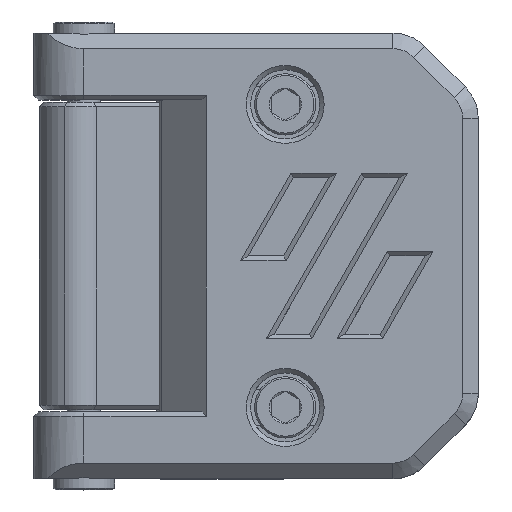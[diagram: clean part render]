
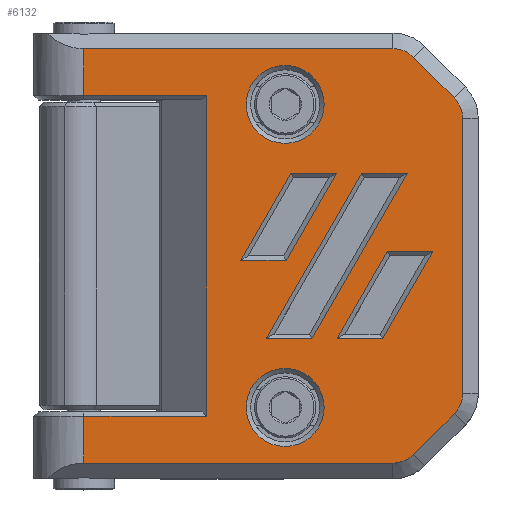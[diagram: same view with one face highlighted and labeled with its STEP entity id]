
A CAD part, top view. The second image highlights one B-rep face of the part: STEP entity #6132.
In plain terms, the highlighted planar face has unit normal (0, 0, 1).
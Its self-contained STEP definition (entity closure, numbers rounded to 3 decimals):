
#218=FACE_BOUND('',#951,.T.);
#219=FACE_BOUND('',#952,.T.);
#220=FACE_BOUND('',#953,.T.);
#221=FACE_BOUND('',#954,.T.);
#222=FACE_BOUND('',#955,.T.);
#250=CIRCLE('',#6569,2.6);
#252=CIRCLE('',#6573,2.6);
#254=CIRCLE('',#6577,2.6);
#256=CIRCLE('',#6581,2.6);
#286=CIRCLE('',#6653,3.5);
#287=CIRCLE('',#6655,3.5);
#563=FACE_OUTER_BOUND('',#950,.T.);
#950=EDGE_LOOP('',(#4451,#4452,#4453,#4454,#4455,#4456,#4457,#4458,#4459,
#4460,#4461,#4462,#4463,#4464));
#951=EDGE_LOOP('',(#4465,#4466,#4467,#4468));
#952=EDGE_LOOP('',(#4469));
#953=EDGE_LOOP('',(#4470));
#954=EDGE_LOOP('',(#4471,#4472,#4473,#4474));
#955=EDGE_LOOP('',(#4475,#4476,#4477,#4478));
#1264=LINE('',#8988,#1904);
#1267=LINE('',#9001,#1907);
#1271=LINE('',#9017,#1911);
#1276=LINE('',#9038,#1916);
#1280=LINE('',#9047,#1920);
#1285=LINE('',#9055,#1925);
#1286=LINE('',#9057,#1926);
#1293=LINE('',#9072,#1933);
#1297=LINE('',#9081,#1937);
#1302=LINE('',#9089,#1942);
#1303=LINE('',#9091,#1943);
#1310=LINE('',#9106,#1950);
#1314=LINE('',#9114,#1954);
#1318=LINE('',#9122,#1958);
#1320=LINE('',#9125,#1960);
#1337=LINE('',#9166,#1977);
#1341=LINE('',#9178,#1981);
#1345=LINE('',#9190,#1985);
#1439=LINE('',#9442,#2079);
#1444=LINE('',#9451,#2084);
#1454=LINE('',#9478,#2094);
#1455=LINE('',#9479,#2095);
#1904=VECTOR('',#7137,10.);
#1907=VECTOR('',#7148,10.);
#1911=VECTOR('',#7164,10.);
#1916=VECTOR('',#7187,10.);
#1920=VECTOR('',#7193,10.);
#1925=VECTOR('',#7200,10.);
#1926=VECTOR('',#7203,10.);
#1933=VECTOR('',#7216,10.);
#1937=VECTOR('',#7222,10.);
#1942=VECTOR('',#7229,10.);
#1943=VECTOR('',#7232,10.);
#1950=VECTOR('',#7245,10.);
#1954=VECTOR('',#7251,10.);
#1958=VECTOR('',#7257,10.);
#1960=VECTOR('',#7261,10.);
#1977=VECTOR('',#7308,10.);
#1981=VECTOR('',#7320,10.);
#1985=VECTOR('',#7332,10.);
#2079=VECTOR('',#7582,10.);
#2084=VECTOR('',#7593,10.);
#2094=VECTOR('',#7625,10.);
#2095=VECTOR('',#7626,10.);
#2570=VERTEX_POINT('',#8985);
#2571=VERTEX_POINT('',#8987);
#2576=VERTEX_POINT('',#8998);
#2577=VERTEX_POINT('',#9000);
#2583=VERTEX_POINT('',#9016);
#2589=VERTEX_POINT('',#9036);
#2590=VERTEX_POINT('',#9037);
#2593=VERTEX_POINT('',#9045);
#2594=VERTEX_POINT('',#9046);
#2600=VERTEX_POINT('',#9070);
#2601=VERTEX_POINT('',#9071);
#2604=VERTEX_POINT('',#9079);
#2605=VERTEX_POINT('',#9080);
#2611=VERTEX_POINT('',#9104);
#2612=VERTEX_POINT('',#9105);
#2615=VERTEX_POINT('',#9113);
#2618=VERTEX_POINT('',#9121);
#2625=VERTEX_POINT('',#9159);
#2627=VERTEX_POINT('',#9165);
#2629=VERTEX_POINT('',#9171);
#2631=VERTEX_POINT('',#9177);
#2633=VERTEX_POINT('',#9183);
#2635=VERTEX_POINT('',#9189);
#2711=VERTEX_POINT('',#9427);
#2712=VERTEX_POINT('',#9431);
#2714=VERTEX_POINT('',#9439);
#2715=VERTEX_POINT('',#9441);
#2722=VERTEX_POINT('',#9477);
#3107=EDGE_CURVE('',#2571,#2570,#1264,.T.);
#3113=EDGE_CURVE('',#2576,#2577,#1267,.T.);
#3121=EDGE_CURVE('',#2583,#2571,#1271,.T.);
#3131=EDGE_CURVE('',#2589,#2590,#1276,.T.);
#3135=EDGE_CURVE('',#2593,#2594,#1280,.T.);
#3140=EDGE_CURVE('',#2594,#2589,#1285,.T.);
#3141=EDGE_CURVE('',#2590,#2593,#1286,.T.);
#3148=EDGE_CURVE('',#2600,#2601,#1293,.T.);
#3152=EDGE_CURVE('',#2604,#2605,#1297,.T.);
#3157=EDGE_CURVE('',#2605,#2600,#1302,.T.);
#3158=EDGE_CURVE('',#2601,#2604,#1303,.T.);
#3165=EDGE_CURVE('',#2611,#2612,#1310,.T.);
#3169=EDGE_CURVE('',#2612,#2615,#1314,.T.);
#3173=EDGE_CURVE('',#2615,#2618,#1318,.T.);
#3175=EDGE_CURVE('',#2618,#2611,#1320,.T.);
#3191=EDGE_CURVE('',#2577,#2625,#250,.T.);
#3194=EDGE_CURVE('',#2625,#2627,#1337,.T.);
#3197=EDGE_CURVE('',#2627,#2629,#252,.T.);
#3200=EDGE_CURVE('',#2629,#2631,#1341,.T.);
#3203=EDGE_CURVE('',#2631,#2633,#254,.T.);
#3206=EDGE_CURVE('',#2633,#2635,#1345,.T.);
#3209=EDGE_CURVE('',#2635,#2570,#256,.T.);
#3325=EDGE_CURVE('',#2711,#2711,#286,.T.);
#3327=EDGE_CURVE('',#2712,#2712,#287,.T.);
#3332=EDGE_CURVE('',#2714,#2715,#1439,.T.);
#3337=EDGE_CURVE('',#2583,#2714,#1444,.T.);
#3351=EDGE_CURVE('',#2576,#2722,#1454,.T.);
#3352=EDGE_CURVE('',#2715,#2722,#1455,.T.);
#4451=ORIENTED_EDGE('',*,*,#3113,.F.);
#4452=ORIENTED_EDGE('',*,*,#3351,.T.);
#4453=ORIENTED_EDGE('',*,*,#3352,.F.);
#4454=ORIENTED_EDGE('',*,*,#3332,.F.);
#4455=ORIENTED_EDGE('',*,*,#3337,.F.);
#4456=ORIENTED_EDGE('',*,*,#3121,.T.);
#4457=ORIENTED_EDGE('',*,*,#3107,.T.);
#4458=ORIENTED_EDGE('',*,*,#3209,.F.);
#4459=ORIENTED_EDGE('',*,*,#3206,.F.);
#4460=ORIENTED_EDGE('',*,*,#3203,.F.);
#4461=ORIENTED_EDGE('',*,*,#3200,.F.);
#4462=ORIENTED_EDGE('',*,*,#3197,.F.);
#4463=ORIENTED_EDGE('',*,*,#3194,.F.);
#4464=ORIENTED_EDGE('',*,*,#3191,.F.);
#4465=ORIENTED_EDGE('',*,*,#3152,.F.);
#4466=ORIENTED_EDGE('',*,*,#3158,.F.);
#4467=ORIENTED_EDGE('',*,*,#3148,.F.);
#4468=ORIENTED_EDGE('',*,*,#3157,.F.);
#4469=ORIENTED_EDGE('',*,*,#3325,.F.);
#4470=ORIENTED_EDGE('',*,*,#3327,.F.);
#4471=ORIENTED_EDGE('',*,*,#3165,.F.);
#4472=ORIENTED_EDGE('',*,*,#3175,.F.);
#4473=ORIENTED_EDGE('',*,*,#3173,.F.);
#4474=ORIENTED_EDGE('',*,*,#3169,.F.);
#4475=ORIENTED_EDGE('',*,*,#3135,.F.);
#4476=ORIENTED_EDGE('',*,*,#3141,.F.);
#4477=ORIENTED_EDGE('',*,*,#3131,.F.);
#4478=ORIENTED_EDGE('',*,*,#3140,.F.);
#5856=PLANE('',#6671);
#6132=ADVANCED_FACE('',(#563,#218,#219,#220,#221,#222),#5856,.T.);
#6569=AXIS2_PLACEMENT_3D('',#9160,#7301,#7302);
#6573=AXIS2_PLACEMENT_3D('',#9172,#7313,#7314);
#6577=AXIS2_PLACEMENT_3D('',#9184,#7325,#7326);
#6581=AXIS2_PLACEMENT_3D('',#9195,#7337,#7338);
#6653=AXIS2_PLACEMENT_3D('',#9428,#7567,#7568);
#6655=AXIS2_PLACEMENT_3D('',#9432,#7572,#7573);
#6671=AXIS2_PLACEMENT_3D('',#9476,#7623,#7624);
#7137=DIRECTION('',(1.,0.,0.));
#7148=DIRECTION('',(1.,0.,0.));
#7164=DIRECTION('',(0.,-1.,0.));
#7187=DIRECTION('',(1.,0.,0.));
#7193=DIRECTION('',(-1.,0.,0.));
#7200=DIRECTION('',(-0.5,-0.866,0.));
#7203=DIRECTION('',(0.5,0.866,0.));
#7216=DIRECTION('',(0.5,0.866,0.));
#7222=DIRECTION('',(-0.5,-0.866,0.));
#7229=DIRECTION('',(1.,0.,0.));
#7232=DIRECTION('',(-1.,0.,0.));
#7245=DIRECTION('',(-1.,0.,0.));
#7251=DIRECTION('',(-0.5,-0.866,0.));
#7257=DIRECTION('',(1.,0.,0.));
#7261=DIRECTION('',(0.5,0.866,0.));
#7301=DIRECTION('center_axis',(0.,0.,-1.));
#7302=DIRECTION('ref_axis',(0.707,0.707,0.));
#7308=DIRECTION('',(0.707,-0.707,0.));
#7313=DIRECTION('center_axis',(0.,0.,-1.));
#7314=DIRECTION('ref_axis',(1.,0.,0.));
#7320=DIRECTION('',(0.,-1.,0.));
#7325=DIRECTION('center_axis',(0.,0.,-1.));
#7326=DIRECTION('ref_axis',(0.707,-0.707,0.));
#7332=DIRECTION('',(-0.707,-0.707,0.));
#7337=DIRECTION('center_axis',(0.,0.,-1.));
#7338=DIRECTION('ref_axis',(0.,-1.,0.));
#7567=DIRECTION('center_axis',(0.,0.,1.));
#7568=DIRECTION('ref_axis',(-1.,0.,0.));
#7572=DIRECTION('center_axis',(0.,0.,1.));
#7573=DIRECTION('ref_axis',(-1.,0.,0.));
#7582=DIRECTION('',(0.,1.,0.));
#7593=DIRECTION('',(1.,0.,0.));
#7623=DIRECTION('center_axis',(0.,0.,1.));
#7624=DIRECTION('ref_axis',(1.,0.,0.));
#7625=DIRECTION('',(0.,-1.,0.));
#7626=DIRECTION('',(-1.,0.,0.));
#8985=CARTESIAN_POINT('',(16.243,-38.6,5.));
#8987=CARTESIAN_POINT('',(-11.5,-38.6,5.));
#8988=CARTESIAN_POINT('',(-7.576,-38.6,5.));
#8998=CARTESIAN_POINT('',(-11.5,-1.4,5.));
#9000=CARTESIAN_POINT('',(16.243,-1.4,5.));
#9001=CARTESIAN_POINT('',(-7.576,-1.4,5.));
#9016=CARTESIAN_POINT('',(-11.5,-34.402,5.));
#9017=CARTESIAN_POINT('',(-11.5,0.,5.));
#9036=CARTESIAN_POINT('',(11.223,-27.411,5.));
#9037=CARTESIAN_POINT('',(15.322,-27.411,5.));
#9038=CARTESIAN_POINT('',(17.645,-27.411,5.));
#9045=CARTESIAN_POINT('',(19.831,-19.6,5.));
#9046=CARTESIAN_POINT('',(15.732,-19.6,5.));
#9047=CARTESIAN_POINT('',(18.082,-19.6,5.));
#9055=CARTESIAN_POINT('',(14.122,-22.388,5.));
#9057=CARTESIAN_POINT('',(19.618,-19.97,5.));
#9070=CARTESIAN_POINT('',(8.971,-27.411,5.));
#9071=CARTESIAN_POINT('',(17.528,-12.589,5.));
#9072=CARTESIAN_POINT('',(16.085,-15.09,5.));
#9079=CARTESIAN_POINT('',(13.429,-12.589,5.));
#9080=CARTESIAN_POINT('',(4.872,-27.411,5.));
#9081=CARTESIAN_POINT('',(8.565,-21.013,5.));
#9089=CARTESIAN_POINT('',(14.47,-27.411,5.));
#9091=CARTESIAN_POINT('',(16.93,-12.589,5.));
#9104=CARTESIAN_POINT('',(11.177,-12.589,5.));
#9105=CARTESIAN_POINT('',(7.078,-12.589,5.));
#9106=CARTESIAN_POINT('',(13.755,-12.589,5.));
#9113=CARTESIAN_POINT('',(2.569,-20.4,5.));
#9114=CARTESIAN_POINT('',(5.032,-16.133,5.));
#9121=CARTESIAN_POINT('',(6.668,-20.4,5.));
#9122=CARTESIAN_POINT('',(13.318,-20.4,5.));
#9125=CARTESIAN_POINT('',(10.528,-13.715,5.));
#9159=CARTESIAN_POINT('',(18.082,-2.162,5.));
#9160=CARTESIAN_POINT('Origin',(16.243,-4.,5.));
#9165=CARTESIAN_POINT('',(21.738,-5.818,5.));
#9166=CARTESIAN_POINT('',(20.024,-4.104,5.));
#9171=CARTESIAN_POINT('',(22.5,-7.657,5.));
#9172=CARTESIAN_POINT('Origin',(19.9,-7.657,5.));
#9177=CARTESIAN_POINT('',(22.5,-32.343,5.));
#9178=CARTESIAN_POINT('',(22.5,-26.172,5.));
#9183=CARTESIAN_POINT('',(21.738,-34.182,5.));
#9184=CARTESIAN_POINT('Origin',(19.9,-32.343,5.));
#9189=CARTESIAN_POINT('',(18.082,-37.838,5.));
#9190=CARTESIAN_POINT('',(18.196,-37.724,5.));
#9195=CARTESIAN_POINT('Origin',(16.243,-36.,5.));
#9427=CARTESIAN_POINT('',(10.069,-33.6,5.));
#9428=CARTESIAN_POINT('Origin',(6.569,-33.6,5.));
#9431=CARTESIAN_POINT('',(10.069,-6.4,5.));
#9432=CARTESIAN_POINT('Origin',(6.569,-6.4,5.));
#9439=CARTESIAN_POINT('',(-0.5,-34.402,5.));
#9441=CARTESIAN_POINT('',(-0.5,-5.598,5.));
#9442=CARTESIAN_POINT('',(-0.5,-27.001,5.));
#9451=CARTESIAN_POINT('',(-7.576,-34.402,5.));
#9476=CARTESIAN_POINT('Origin',(19.2,-20.,5.));
#9477=CARTESIAN_POINT('',(-11.5,-5.598,5.));
#9478=CARTESIAN_POINT('',(-11.5,0.,5.));
#9479=CARTESIAN_POINT('',(2.85,-5.598,5.));
